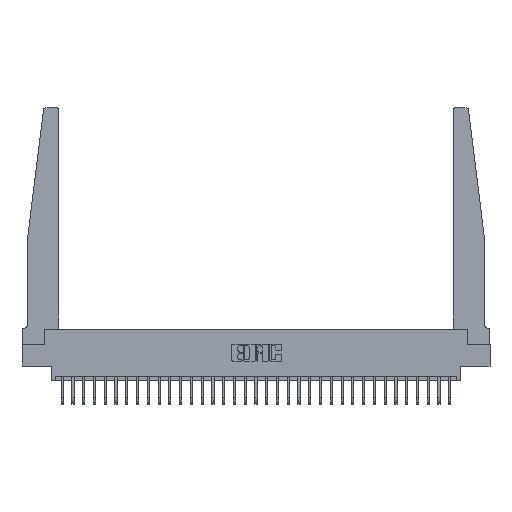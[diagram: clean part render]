
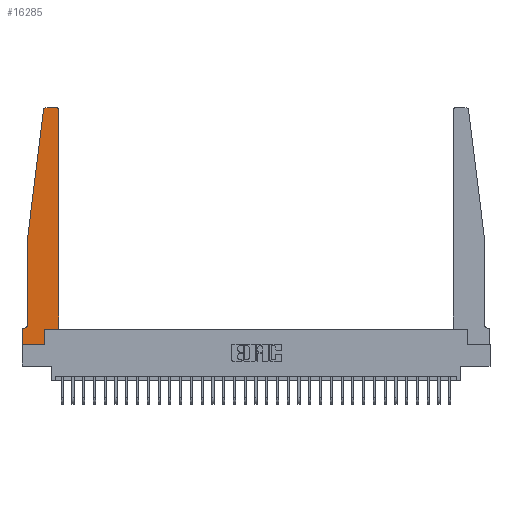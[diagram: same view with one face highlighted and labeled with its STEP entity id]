
A CAD part, top view. The second image highlights one B-rep face of the part: STEP entity #16285.
In plain terms, the highlighted planar face has unit normal (0, 0, 1).
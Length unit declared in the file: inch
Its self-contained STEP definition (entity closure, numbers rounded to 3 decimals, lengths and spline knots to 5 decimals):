
#242 = CARTESIAN_POINT ( 'NONE',  ( 0.015, 0.2375, 0.37 ) ) ;
#462 = LINE ( 'NONE', #27233, #12876 ) ;
#804 = CARTESIAN_POINT ( 'NONE',  ( 0.425, 0.18, 0.37 ) ) ;
#973 = DIRECTION ( 'NONE',  ( 1., 0., 0. ) ) ;
#1057 = DIRECTION ( 'NONE',  ( -0.122, -0.992, 0. ) ) ;
#1707 = VECTOR ( 'NONE', #15026, 39.37008 ) ;
#1830 = VERTEX_POINT ( 'NONE', #4931 ) ;
#2208 = VERTEX_POINT ( 'NONE', #22949 ) ;
#2620 = DIRECTION ( 'NONE',  ( -1., 0., 0. ) ) ;
#2638 = EDGE_CURVE ( 'NONE', #23145, #28704, #21133, .T. ) ;
#3067 = CARTESIAN_POINT ( 'NONE',  ( 0.425, 0.18, 0.37 ) ) ;
#3414 = DIRECTION ( 'NONE',  ( 1., 0., 0. ) ) ;
#3955 = VECTOR ( 'NONE', #1057, 39.37008 ) ;
#4159 = CARTESIAN_POINT ( 'NONE',  ( 0.065, 0.2375, 0.37 ) ) ;
#4384 = CARTESIAN_POINT ( 'NONE',  ( 0.065, 1.25, 0.37 ) ) ;
#4509 = ORIENTED_EDGE ( 'NONE', *, *, #13823, .T. ) ;
#4778 = LINE ( 'NONE', #26976, #10866 ) ;
#4931 = CARTESIAN_POINT ( 'NONE',  ( 0.24675, 2.72367, 0.37 ) ) ;
#5048 = ORIENTED_EDGE ( 'NONE', *, *, #27314, .T. ) ;
#5082 = EDGE_CURVE ( 'NONE', #6305, #23145, #462, .T. ) ;
#5264 = LINE ( 'NONE', #3067, #7230 ) ;
#5618 = CARTESIAN_POINT ( 'NONE',  ( 0.395, 2.72, 0.37 ) ) ;
#5641 = EDGE_CURVE ( 'NONE', #28580, #22575, #5264, .T. ) ;
#5748 = CARTESIAN_POINT ( 'NONE',  ( 0.425, 0.18, 0.37 ) ) ;
#6211 = ORIENTED_EDGE ( 'NONE', *, *, #10811, .T. ) ;
#6305 = VERTEX_POINT ( 'NONE', #4384 ) ;
#6664 = VECTOR ( 'NONE', #2620, 39.37008 ) ;
#6809 = ORIENTED_EDGE ( 'NONE', *, *, #5082, .T. ) ;
#6816 = DIRECTION ( 'NONE',  ( 0., 1., 0. ) ) ;
#6959 = EDGE_CURVE ( 'NONE', #28704, #27636, #16817, .T. ) ;
#7220 = DIRECTION ( 'NONE',  ( 0., -1., 0. ) ) ;
#7230 = VECTOR ( 'NONE', #13791, 39.37008 ) ;
#7363 = CARTESIAN_POINT ( 'NONE',  ( 0.065, 0.1875, 0.37 ) ) ;
#7775 = CARTESIAN_POINT ( 'NONE',  ( 0., 0., 0.37 ) ) ;
#9112 = DIRECTION ( 'NONE',  ( 1., 0., 0. ) ) ;
#9179 = CARTESIAN_POINT ( 'NONE',  ( 0.27653, 2.75, 0.37 ) ) ;
#9345 = FACE_OUTER_BOUND ( 'NONE', #10335, .T. ) ;
#9389 = ORIENTED_EDGE ( 'NONE', *, *, #5641, .T. ) ;
#9515 = VERTEX_POINT ( 'NONE', #9179 ) ;
#10335 = EDGE_LOOP ( 'NONE', ( #4509, #6211, #14633, #6809, #25868, #16821, #13331, #10439, #26837, #5048, #9389, #16215 ) ) ;
#10439 = ORIENTED_EDGE ( 'NONE', *, *, #14519, .T. ) ;
#10536 = EDGE_CURVE ( 'NONE', #1830, #6305, #19184, .T. ) ;
#10566 = EDGE_CURVE ( 'NONE', #22575, #24993, #11465, .T. ) ;
#10811 = EDGE_CURVE ( 'NONE', #9515, #1830, #12861, .T. ) ;
#10866 = VECTOR ( 'NONE', #6816, 39.37008 ) ;
#11465 = CIRCLE ( 'NONE', #20937, 0.03 ) ;
#11548 = CARTESIAN_POINT ( 'NONE',  ( 0.425, 2.72, 0.37 ) ) ;
#12327 = DIRECTION ( 'NONE',  ( 0., 0., 1. ) ) ;
#12684 = EDGE_CURVE ( 'NONE', #17227, #2208, #4778, .T. ) ;
#12861 = CIRCLE ( 'NONE', #27936, 0.03 ) ;
#12876 = VECTOR ( 'NONE', #7220, 39.37008 ) ;
#13331 = ORIENTED_EDGE ( 'NONE', *, *, #19373, .T. ) ;
#13639 = AXIS2_PLACEMENT_3D ( 'NONE', #25266, #23080, #973 ) ;
#13791 = DIRECTION ( 'NONE',  ( 0., 1., 0. ) ) ;
#13823 = EDGE_CURVE ( 'NONE', #24993, #9515, #18281, .T. ) ;
#14251 = CARTESIAN_POINT ( 'NONE',  ( 0., 0.1875, 0.37 ) ) ;
#14519 = EDGE_CURVE ( 'NONE', #23646, #17227, #27796, .T. ) ;
#14536 = CARTESIAN_POINT ( 'NONE',  ( 0.27653, 2.72, 0.37 ) ) ;
#14633 = ORIENTED_EDGE ( 'NONE', *, *, #10536, .T. ) ;
#15026 = DIRECTION ( 'NONE',  ( 1., 0., 0. ) ) ;
#15297 = DIRECTION ( 'NONE',  ( -1., 0., 0. ) ) ;
#15333 = LINE ( 'NONE', #5748, #1707 ) ;
#16039 = CARTESIAN_POINT ( 'NONE',  ( 0.25, 2.75, 0.37 ) ) ;
#16215 = ORIENTED_EDGE ( 'NONE', *, *, #10566, .T. ) ;
#16285 = ADVANCED_FACE ( 'NONE', ( #9345 ), #18659, .T. ) ;
#16347 = DIRECTION ( 'NONE',  ( -1., 0., 0. ) ) ;
#16817 = LINE ( 'NONE', #7363, #22637 ) ;
#16821 = ORIENTED_EDGE ( 'NONE', *, *, #6959, .T. ) ;
#17227 = VERTEX_POINT ( 'NONE', #27505 ) ;
#18281 = LINE ( 'NONE', #16039, #6664 ) ;
#18659 = PLANE ( 'NONE',  #13639 ) ;
#19184 = LINE ( 'NONE', #21284, #3955 ) ;
#19373 = EDGE_CURVE ( 'NONE', #27636, #23646, #28967, .T. ) ;
#19862 = CARTESIAN_POINT ( 'NONE',  ( 0., 0., 0.37 ) ) ;
#20150 = DIRECTION ( 'NONE',  ( 0., 0., -1. ) ) ;
#20937 = AXIS2_PLACEMENT_3D ( 'NONE', #5618, #23598, #3414 ) ;
#21133 = CIRCLE ( 'NONE', #22517, 0.05 ) ;
#21284 = CARTESIAN_POINT ( 'NONE',  ( 0.065, 1.25, 0.37 ) ) ;
#21593 = CARTESIAN_POINT ( 'NONE',  ( 0.015, 0.1875, 0.37 ) ) ;
#22517 = AXIS2_PLACEMENT_3D ( 'NONE', #242, #20150, #15297 ) ;
#22575 = VERTEX_POINT ( 'NONE', #11548 ) ;
#22637 = VECTOR ( 'NONE', #16347, 39.37008 ) ;
#22702 = CARTESIAN_POINT ( 'NONE',  ( 0., 0., 0.37 ) ) ;
#22949 = CARTESIAN_POINT ( 'NONE',  ( 0.2605, 0.18, 0.37 ) ) ;
#23080 = DIRECTION ( 'NONE',  ( 0., 0., 1. ) ) ;
#23145 = VERTEX_POINT ( 'NONE', #4159 ) ;
#23550 = VECTOR ( 'NONE', #24617, 39.37008 ) ;
#23598 = DIRECTION ( 'NONE',  ( 0., 0., 1. ) ) ;
#23646 = VERTEX_POINT ( 'NONE', #19862 ) ;
#24617 = DIRECTION ( 'NONE',  ( 0., -1., 0. ) ) ;
#24993 = VERTEX_POINT ( 'NONE', #27202 ) ;
#25266 = CARTESIAN_POINT ( 'NONE',  ( 0., 0.1875, 0.37 ) ) ;
#25766 = DIRECTION ( 'NONE',  ( 1., 0., 0. ) ) ;
#25868 = ORIENTED_EDGE ( 'NONE', *, *, #2638, .T. ) ;
#26468 = VECTOR ( 'NONE', #25766, 39.37008 ) ;
#26837 = ORIENTED_EDGE ( 'NONE', *, *, #12684, .T. ) ;
#26976 = CARTESIAN_POINT ( 'NONE',  ( 0.2605, 0.18, 0.37 ) ) ;
#27202 = CARTESIAN_POINT ( 'NONE',  ( 0.395, 2.75, 0.37 ) ) ;
#27233 = CARTESIAN_POINT ( 'NONE',  ( 0.065, 1.25, 0.37 ) ) ;
#27314 = EDGE_CURVE ( 'NONE', #2208, #28580, #15333, .T. ) ;
#27505 = CARTESIAN_POINT ( 'NONE',  ( 0.2605, 0., 0.37 ) ) ;
#27636 = VERTEX_POINT ( 'NONE', #14251 ) ;
#27796 = LINE ( 'NONE', #7775, #26468 ) ;
#27936 = AXIS2_PLACEMENT_3D ( 'NONE', #14536, #12327, #9112 ) ;
#28580 = VERTEX_POINT ( 'NONE', #804 ) ;
#28704 = VERTEX_POINT ( 'NONE', #21593 ) ;
#28967 = LINE ( 'NONE', #22702, #23550 ) ;
